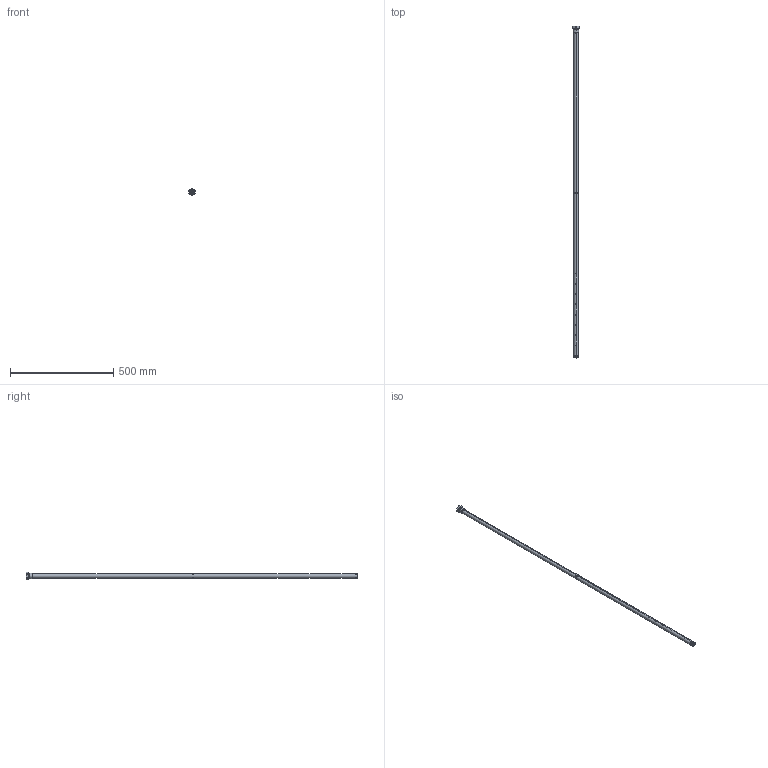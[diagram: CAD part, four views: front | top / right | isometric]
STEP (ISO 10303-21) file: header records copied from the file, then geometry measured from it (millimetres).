
FILE_DESCRIPTION (( 'STEP AP214' ), '1' );
FILE_NAME ('GWR-C1600.STEP', '2020-05-20T16:25:15', ( '' ), ( '' ), 'SwSTEP 2.0', 'SolidWorks 2017', '' );
FILE_SCHEMA (( 'AUTOMOTIVE_DESIGN' ));
Length unit declared in the file: inch
Products named in the file (1): GWR-C1600
Bounding box: 32 x 1609.1 x 34.99 mm (x, y, z)
Volume: 105352.4 mm3; surface area: 195036.9 mm2
Topology: 1 solids, 1 shells, 204 faces, 710 edges, 461 vertices
Faces by surface type: cylinder 139, plane 25, bspline 24, cone 16
Entity records: 11146 total; most frequent: CARTESIAN_POINT 5349, ORIENTED_EDGE 1420, DIRECTION 1017, EDGE_CURVE 710, VERTEX_POINT 461, AXIS2_PLACEMENT_3D 401, B_SPLINE_CURVE_WITH_KNOTS 272, CIRCLE 220
